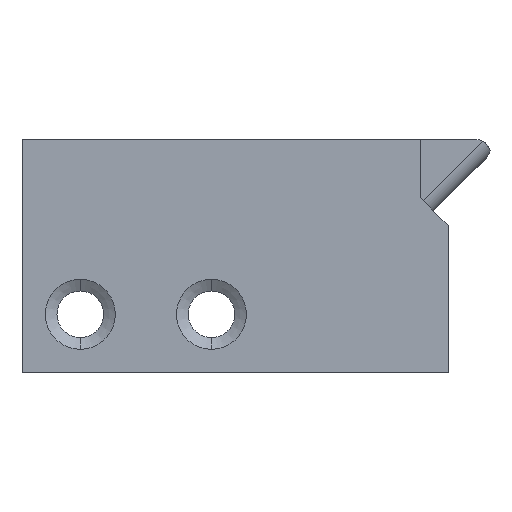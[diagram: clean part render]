
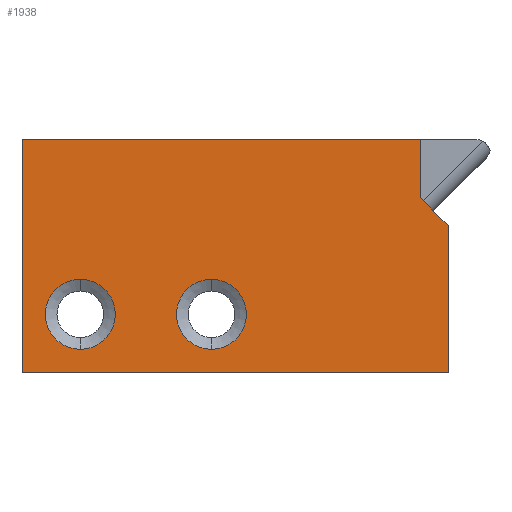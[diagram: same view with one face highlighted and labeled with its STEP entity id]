
A CAD part, front view. The second image highlights one B-rep face of the part: STEP entity #1938.
In plain terms, the highlighted planar face has unit normal (0, -1, 0).
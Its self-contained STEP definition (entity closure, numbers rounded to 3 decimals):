
#14 = DIRECTION ( 'NONE',  ( 1., 0., 0. ) ) ;
#35 = CARTESIAN_POINT ( 'NONE',  ( 6.628, -1.165, 3. ) ) ;
#81 = CIRCLE ( 'NONE', #3030, 1.2 ) ;
#87 = CARTESIAN_POINT ( 'NONE',  ( -0.54, -1.165, -3. ) ) ;
#107 = DIRECTION ( 'NONE',  ( 0., 0., -1. ) ) ;
#126 = DIRECTION ( 'NONE',  ( 0., 0., -1. ) ) ;
#139 = EDGE_CURVE ( 'NONE', #1731, #1047, #185, .T. ) ;
#159 = FACE_OUTER_BOUND ( 'NONE', #1843, .T. ) ;
#185 = LINE ( 'NONE', #1270, #1148 ) ;
#230 = EDGE_CURVE ( 'NONE', #3384, #1888, #1112, .T. ) ;
#257 = ORIENTED_EDGE ( 'NONE', *, *, #697, .F. ) ;
#274 = EDGE_CURVE ( 'NONE', #2860, #2434, #81, .T. ) ;
#275 = CARTESIAN_POINT ( 'NONE',  ( 6.628, -1.165, 3. ) ) ;
#288 = EDGE_CURVE ( 'NONE', #2434, #2860, #1493, .T. ) ;
#301 = DIRECTION ( 'NONE',  ( 0., -1., 0. ) ) ;
#334 = CARTESIAN_POINT ( 'NONE',  ( 7.581, -1.165, -5. ) ) ;
#348 = LINE ( 'NONE', #1765, #2369 ) ;
#350 = CARTESIAN_POINT ( 'NONE',  ( 6.628, -1.165, 3. ) ) ;
#437 = ORIENTED_EDGE ( 'NONE', *, *, #139, .T. ) ;
#537 = LINE ( 'NONE', #275, #1433 ) ;
#590 = CARTESIAN_POINT ( 'NONE',  ( 7.581, -1.165, -5. ) ) ;
#631 = AXIS2_PLACEMENT_3D ( 'NONE', #2610, #1244, #2893 ) ;
#651 = VERTEX_POINT ( 'NONE', #3012 ) ;
#697 = EDGE_CURVE ( 'NONE', #3384, #3358, #537, .T. ) ;
#703 = PLANE ( 'NONE',  #631 ) ;
#718 = FACE_BOUND ( 'NONE', #818, .T. ) ;
#724 = DIRECTION ( 'NONE',  ( 0., -1., 0. ) ) ;
#740 = ORIENTED_EDGE ( 'NONE', *, *, #230, .T. ) ;
#759 = VECTOR ( 'NONE', #2178, 1000. ) ;
#782 = VERTEX_POINT ( 'NONE', #3450 ) ;
#793 = DIRECTION ( 'NONE',  ( 0., 0., -1. ) ) ;
#818 = EDGE_LOOP ( 'NONE', ( #1571, #1306 ) ) ;
#837 = CARTESIAN_POINT ( 'NONE',  ( -0.54, -1.165, -4.2 ) ) ;
#852 = ORIENTED_EDGE ( 'NONE', *, *, #2632, .F. ) ;
#1040 = VECTOR ( 'NONE', #107, 1000. ) ;
#1047 = VERTEX_POINT ( 'NONE', #2792 ) ;
#1062 = CARTESIAN_POINT ( 'NONE',  ( -5.04, -1.165, -3. ) ) ;
#1112 = LINE ( 'NONE', #1627, #759 ) ;
#1133 = ORIENTED_EDGE ( 'NONE', *, *, #3051, .T. ) ;
#1148 = VECTOR ( 'NONE', #1251, 1000. ) ;
#1173 = CARTESIAN_POINT ( 'NONE',  ( -7.04, -1.165, -5. ) ) ;
#1244 = DIRECTION ( 'NONE',  ( 0., 1., 0. ) ) ;
#1251 = DIRECTION ( 'NONE',  ( 0., 0., 1. ) ) ;
#1270 = CARTESIAN_POINT ( 'NONE',  ( 7.581, -1.165, -5. ) ) ;
#1306 = ORIENTED_EDGE ( 'NONE', *, *, #3039, .F. ) ;
#1359 = DIRECTION ( 'NONE',  ( 0., -1., 0. ) ) ;
#1425 = DIRECTION ( 'NONE',  ( -1., 0., 0. ) ) ;
#1433 = VECTOR ( 'NONE', #14, 1000. ) ;
#1475 = EDGE_CURVE ( 'NONE', #3358, #782, #3348, .T. ) ;
#1493 = CIRCLE ( 'NONE', #3217, 1.2 ) ;
#1571 = ORIENTED_EDGE ( 'NONE', *, *, #1596, .F. ) ;
#1588 = DIRECTION ( 'NONE',  ( -0.707, 0., 0.707 ) ) ;
#1596 = EDGE_CURVE ( 'NONE', #3168, #651, #2958, .T. ) ;
#1627 = CARTESIAN_POINT ( 'NONE',  ( -7.04, -1.165, -5. ) ) ;
#1684 = LINE ( 'NONE', #334, #3119 ) ;
#1720 = CARTESIAN_POINT ( 'NONE',  ( -7.04, -1.165, 3. ) ) ;
#1731 = VERTEX_POINT ( 'NONE', #590 ) ;
#1765 = CARTESIAN_POINT ( 'NONE',  ( 3.833, -1.165, 3.795 ) ) ;
#1821 = ORIENTED_EDGE ( 'NONE', *, *, #288, .F. ) ;
#1843 = EDGE_LOOP ( 'NONE', ( #2082, #257, #740, #852, #437, #1133 ) ) ;
#1888 = VERTEX_POINT ( 'NONE', #1173 ) ;
#1938 = ADVANCED_FACE ( 'NONE', ( #2592, #718, #159 ), #703, .F. ) ;
#2056 = CARTESIAN_POINT ( 'NONE',  ( -0.54, -1.165, -3. ) ) ;
#2082 = ORIENTED_EDGE ( 'NONE', *, *, #1475, .F. ) ;
#2178 = DIRECTION ( 'NONE',  ( 0., 0., -1. ) ) ;
#2369 = VECTOR ( 'NONE', #1588, 1000. ) ;
#2434 = VERTEX_POINT ( 'NONE', #2989 ) ;
#2453 = DIRECTION ( 'NONE',  ( 0., 0., -1. ) ) ;
#2456 = EDGE_LOOP ( 'NONE', ( #1821, #2538 ) ) ;
#2538 = ORIENTED_EDGE ( 'NONE', *, *, #274, .F. ) ;
#2592 = FACE_BOUND ( 'NONE', #2456, .T. ) ;
#2610 = CARTESIAN_POINT ( 'NONE',  ( 3.039, -1.165, 3. ) ) ;
#2632 = EDGE_CURVE ( 'NONE', #1731, #1888, #1684, .T. ) ;
#2785 = DIRECTION ( 'NONE',  ( 0., -1., 0. ) ) ;
#2792 = CARTESIAN_POINT ( 'NONE',  ( 7.581, -1.165, 0.047 ) ) ;
#2860 = VERTEX_POINT ( 'NONE', #3208 ) ;
#2893 = DIRECTION ( 'NONE',  ( 0., 0., 1. ) ) ;
#2958 = CIRCLE ( 'NONE', #3423, 1.2 ) ;
#2989 = CARTESIAN_POINT ( 'NONE',  ( -5.04, -1.165, -4.2 ) ) ;
#3012 = CARTESIAN_POINT ( 'NONE',  ( -0.54, -1.165, -1.8 ) ) ;
#3030 = AXIS2_PLACEMENT_3D ( 'NONE', #3520, #301, #2453 ) ;
#3039 = EDGE_CURVE ( 'NONE', #651, #3168, #3344, .T. ) ;
#3051 = EDGE_CURVE ( 'NONE', #1047, #782, #348, .T. ) ;
#3053 = AXIS2_PLACEMENT_3D ( 'NONE', #87, #2785, #3380 ) ;
#3119 = VECTOR ( 'NONE', #1425, 1000. ) ;
#3168 = VERTEX_POINT ( 'NONE', #837 ) ;
#3208 = CARTESIAN_POINT ( 'NONE',  ( -5.04, -1.165, -1.8 ) ) ;
#3217 = AXIS2_PLACEMENT_3D ( 'NONE', #1062, #1359, #793 ) ;
#3344 = CIRCLE ( 'NONE', #3053, 1.2 ) ;
#3348 = LINE ( 'NONE', #35, #1040 ) ;
#3358 = VERTEX_POINT ( 'NONE', #350 ) ;
#3380 = DIRECTION ( 'NONE',  ( 0., 0., -1. ) ) ;
#3384 = VERTEX_POINT ( 'NONE', #1720 ) ;
#3423 = AXIS2_PLACEMENT_3D ( 'NONE', #2056, #724, #126 ) ;
#3450 = CARTESIAN_POINT ( 'NONE',  ( 6.628, -1.165, 1. ) ) ;
#3520 = CARTESIAN_POINT ( 'NONE',  ( -5.04, -1.165, -3. ) ) ;
